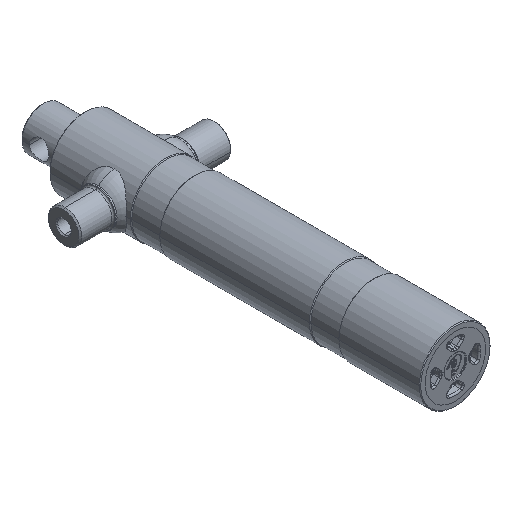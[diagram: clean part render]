
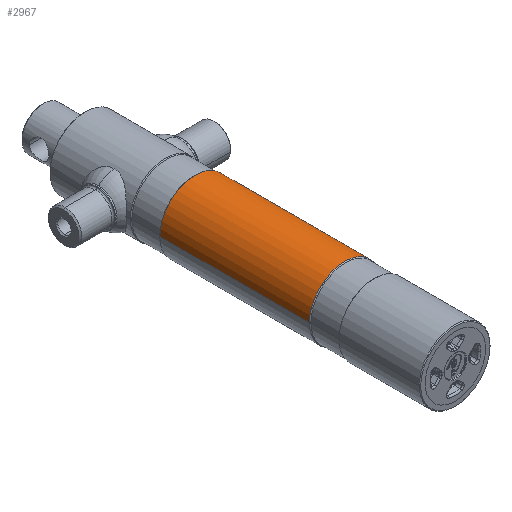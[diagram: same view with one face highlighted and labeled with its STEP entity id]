
A CAD part, isometric view. The second image highlights one B-rep face of the part: STEP entity #2967.
In plain terms, the highlighted cylindrical face has radius 48 mm (diameter 96 mm), a partial arc.
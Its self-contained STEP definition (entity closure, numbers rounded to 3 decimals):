
#183 = FACE_OUTER_BOUND ( 'NONE', #4462, .T. ) ;
#201 = CIRCLE ( 'NONE', #3479, 48. ) ;
#578 = DIRECTION ( 'NONE',  ( 0., -1., 0. ) ) ;
#681 = EDGE_CURVE ( 'NONE', #3173, #8623, #1185, .T. ) ;
#1185 = CIRCLE ( 'NONE', #6894, 48. ) ;
#1300 = DIRECTION ( 'NONE',  ( 1., 0., 0. ) ) ;
#1803 = CARTESIAN_POINT ( 'NONE',  ( 48., 353., 0. ) ) ;
#1929 = CARTESIAN_POINT ( 'NONE',  ( 0., 353., 0. ) ) ;
#2214 = CYLINDRICAL_SURFACE ( 'NONE', #6272, 48. ) ;
#2484 = CARTESIAN_POINT ( 'NONE',  ( 48., -46.52, 0. ) ) ;
#2614 = DIRECTION ( 'NONE',  ( 1., 0., 0. ) ) ;
#2869 = LINE ( 'NONE', #2484, #6651 ) ;
#2918 = EDGE_CURVE ( 'NONE', #5460, #3341, #201, .T. ) ;
#2967 = ADVANCED_FACE ( 'NONE', ( #183 ), #2214, .T. ) ;
#3173 = VERTEX_POINT ( 'NONE', #8514 ) ;
#3219 = CARTESIAN_POINT ( 'NONE',  ( 0., 150., 0. ) ) ;
#3230 = DIRECTION ( 'NONE',  ( 0., -1., 0. ) ) ;
#3291 = ORIENTED_EDGE ( 'NONE', *, *, #681, .F. ) ;
#3330 = ORIENTED_EDGE ( 'NONE', *, *, #4776, .F. ) ;
#3341 = VERTEX_POINT ( 'NONE', #8654 ) ;
#3362 = LINE ( 'NONE', #8339, #7913 ) ;
#3479 = AXIS2_PLACEMENT_3D ( 'NONE', #1929, #6778, #2614 ) ;
#3878 = DIRECTION ( 'NONE',  ( 0., -1., 0. ) ) ;
#4462 = EDGE_LOOP ( 'NONE', ( #6919, #6206, #3291, #3330 ) ) ;
#4742 = CARTESIAN_POINT ( 'NONE',  ( 0., -46.52, 0. ) ) ;
#4776 = EDGE_CURVE ( 'NONE', #5460, #3173, #2869, .T. ) ;
#4816 = DIRECTION ( 'NONE',  ( 0., -1., 0. ) ) ;
#5249 = DIRECTION ( 'NONE',  ( 1., 0., 0. ) ) ;
#5460 = VERTEX_POINT ( 'NONE', #1803 ) ;
#5727 = CARTESIAN_POINT ( 'NONE',  ( -48., 150., 0. ) ) ;
#6206 = ORIENTED_EDGE ( 'NONE', *, *, #7474, .T. ) ;
#6272 = AXIS2_PLACEMENT_3D ( 'NONE', #4742, #578, #1300 ) ;
#6651 = VECTOR ( 'NONE', #3230, 1000. ) ;
#6778 = DIRECTION ( 'NONE',  ( 0., -1., 0. ) ) ;
#6894 = AXIS2_PLACEMENT_3D ( 'NONE', #3219, #3878, #5249 ) ;
#6919 = ORIENTED_EDGE ( 'NONE', *, *, #2918, .T. ) ;
#7474 = EDGE_CURVE ( 'NONE', #3341, #8623, #3362, .T. ) ;
#7913 = VECTOR ( 'NONE', #4816, 1000. ) ;
#8339 = CARTESIAN_POINT ( 'NONE',  ( -48., -46.52, 0. ) ) ;
#8514 = CARTESIAN_POINT ( 'NONE',  ( 48., 150., 0. ) ) ;
#8623 = VERTEX_POINT ( 'NONE', #5727 ) ;
#8654 = CARTESIAN_POINT ( 'NONE',  ( -48., 353., 0. ) ) ;
